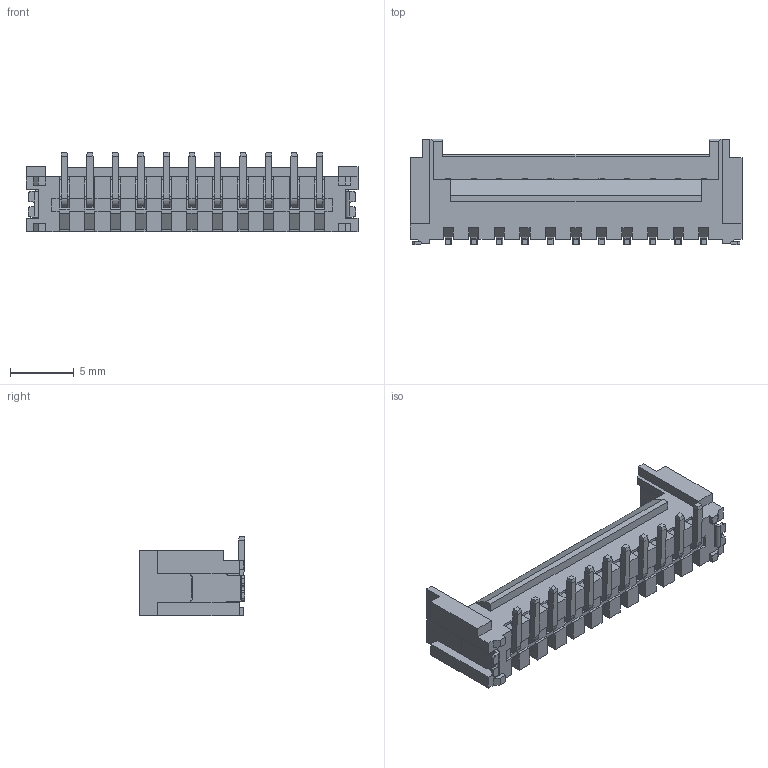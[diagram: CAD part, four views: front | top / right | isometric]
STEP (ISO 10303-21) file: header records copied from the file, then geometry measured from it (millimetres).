
FILE_DESCRIPTION (( 'STEP AP214' ), '1' );
FILE_NAME ('WF09-0N11T83N11.STEP', '2023-08-11T15:01:50', ( '' ), ( '' ), 'SwSTEP 2.0', 'SolidWorks 2023', '' );
FILE_SCHEMA (( 'AUTOMOTIVE_DESIGN' ));
Length unit declared in the file: millimetre
Products named in the file (1): WF09-0N11T83N11
Bounding box: 26 x 8.3 x 6.22 mm (x, y, z)
Volume: 373.2 mm3; surface area: 1157.4 mm2
Topology: 1 solids, 1 shells, 613 faces, 1649 edges, 1052 vertices
Faces by surface type: plane 557, cylinder 56
Entity records: 24701 total; most frequent: CARTESIAN_POINT 3339, ORIENTED_EDGE 3298, DIRECTION 2985, EDGE_CURVE 1649, VECTOR 1525, LINE 1525, VERTEX_POINT 1052, AXIS2_PLACEMENT_3D 730
